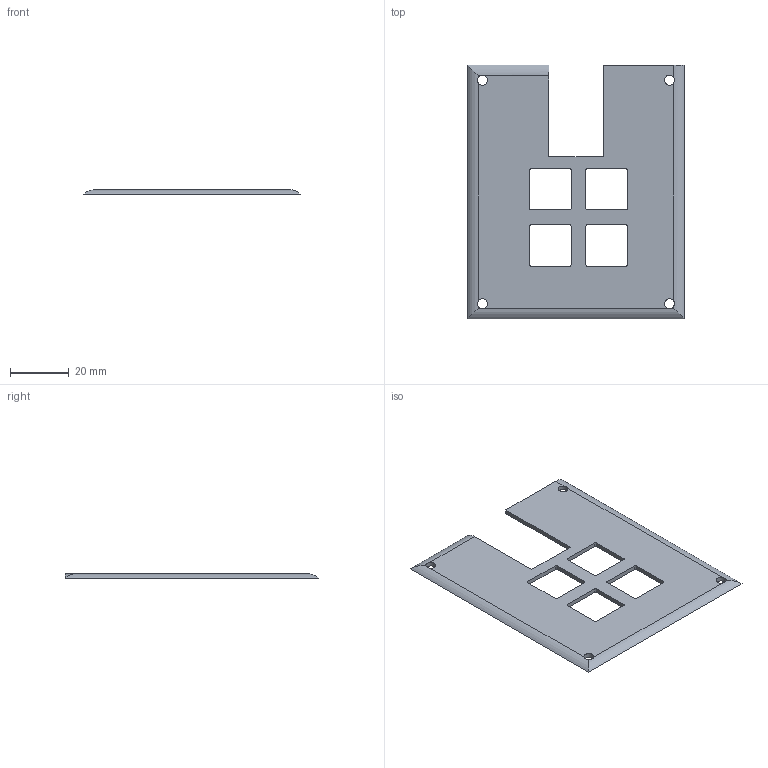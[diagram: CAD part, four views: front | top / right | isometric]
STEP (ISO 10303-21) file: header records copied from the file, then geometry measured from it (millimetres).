
FILE_DESCRIPTION(/* description */ (''),/* implementation_level */ '2;1');
FILE_NAME(/* name */ 'macro pad.step',/* time_stamp */ '2025-11-30T21:39:47-05:00',/* author */ (''),/* organization */ (''),/* preprocessor_version */ 'ST-DEVELOPER v20.1',/* originating_system */ 'Autodesk Translation Framework v14.21.0.0',/* authorisation */ '');
FILE_SCHEMA (('AUTOMOTIVE_DESIGN { 1 0 10303 214 3 1 1 }'));
Length unit declared in the file: millimetre
Products named in the file (1): 2025-11-30-17-23-38-275
Bounding box: 73.47 x 85.92 x 1.5 mm (x, y, z)
Volume: 6931.3 mm3; surface area: 10527.1 mm2
Topology: 1 solids, 1 shells, 439 faces, 1245 edges, 830 vertices
Faces by surface type: bspline 252, plane 163, cylinder 24
Full cylindrical faces by diameter (mm): 3.4 x4
Entity records: 16621 total; most frequent: CARTESIAN_POINT 6864, ORIENTED_EDGE 2490, EDGE_CURVE 1245, DIRECTION 1158, VERTEX_POINT 830, LINE 682, VECTOR 682, B_SPLINE_CURVE_WITH_KNOTS 513
